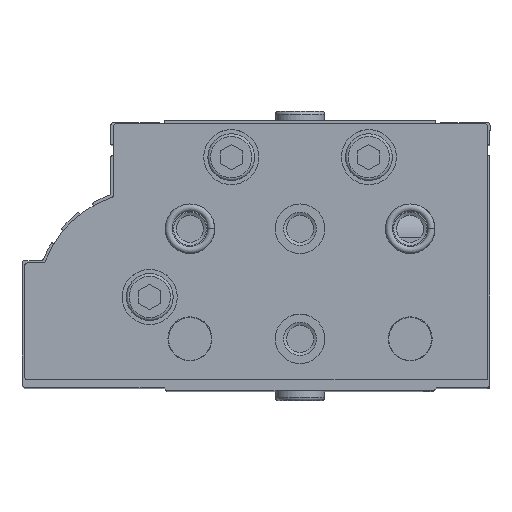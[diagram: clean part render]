
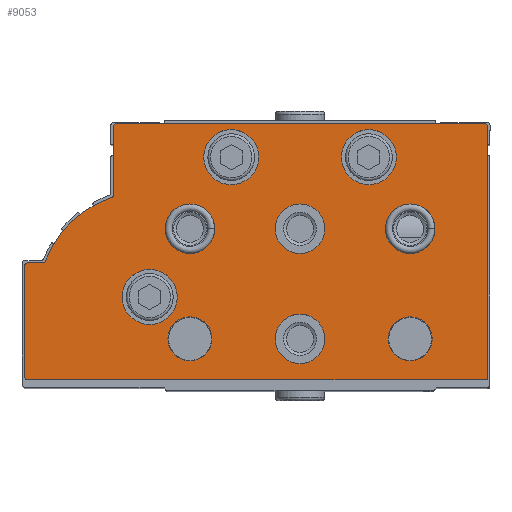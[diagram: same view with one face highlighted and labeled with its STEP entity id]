
A CAD part, top view. The second image highlights one B-rep face of the part: STEP entity #9053.
In plain terms, the highlighted face is planar.
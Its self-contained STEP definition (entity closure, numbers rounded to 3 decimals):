
#933=LINE('',#15404,#1666);
#935=LINE('',#15408,#1668);
#938=LINE('',#15416,#1671);
#941=LINE('',#15424,#1674);
#946=LINE('',#15440,#1679);
#949=LINE('',#15448,#1682);
#1666=VECTOR('',#12463,1000.);
#1668=VECTOR('',#12467,1000.);
#1671=VECTOR('',#12476,1000.);
#1674=VECTOR('',#12485,1000.);
#1679=VECTOR('',#12504,1000.);
#1682=VECTOR('',#12513,1000.);
#3597=ORIENTED_EDGE('',*,*,#5239,.T.);
#3598=ORIENTED_EDGE('',*,*,#5240,.T.);
#3599=ORIENTED_EDGE('',*,*,#5241,.T.);
#3600=ORIENTED_EDGE('',*,*,#5242,.T.);
#3601=ORIENTED_EDGE('',*,*,#5243,.T.);
#3602=ORIENTED_EDGE('',*,*,#5244,.T.);
#3603=ORIENTED_EDGE('',*,*,#5245,.T.);
#3604=ORIENTED_EDGE('',*,*,#5246,.T.);
#3605=ORIENTED_EDGE('',*,*,#5247,.T.);
#3606=ORIENTED_EDGE('',*,*,#5212,.F.);
#3607=ORIENTED_EDGE('',*,*,#5237,.F.);
#3608=ORIENTED_EDGE('',*,*,#5235,.F.);
#3609=ORIENTED_EDGE('',*,*,#5233,.F.);
#3610=ORIENTED_EDGE('',*,*,#5231,.T.);
#3611=ORIENTED_EDGE('',*,*,#5229,.F.);
#3612=ORIENTED_EDGE('',*,*,#5227,.T.);
#3613=ORIENTED_EDGE('',*,*,#5225,.F.);
#3614=ORIENTED_EDGE('',*,*,#5223,.F.);
#3615=ORIENTED_EDGE('',*,*,#5221,.F.);
#3616=ORIENTED_EDGE('',*,*,#5219,.F.);
#3617=ORIENTED_EDGE('',*,*,#5217,.F.);
#3618=ORIENTED_EDGE('',*,*,#5215,.F.);
#5212=EDGE_CURVE('',#6212,#6213,#6732,.T.);
#5215=EDGE_CURVE('',#6213,#6214,#933,.T.);
#5217=EDGE_CURVE('',#6214,#6215,#935,.T.);
#5219=EDGE_CURVE('',#6215,#6216,#6733,.T.);
#5221=EDGE_CURVE('',#6216,#6217,#938,.T.);
#5223=EDGE_CURVE('',#6217,#6218,#6734,.T.);
#5225=EDGE_CURVE('',#6218,#6219,#941,.T.);
#5227=EDGE_CURVE('',#6220,#6219,#6735,.T.);
#5229=EDGE_CURVE('',#6220,#6221,#6736,.T.);
#5231=EDGE_CURVE('',#6222,#6221,#6737,.T.);
#5233=EDGE_CURVE('',#6222,#6223,#946,.T.);
#5235=EDGE_CURVE('',#6223,#6224,#6738,.T.);
#5237=EDGE_CURVE('',#6224,#6212,#949,.T.);
#5239=EDGE_CURVE('',#6225,#6225,#6739,.T.);
#5240=EDGE_CURVE('',#6226,#6226,#6740,.T.);
#5241=EDGE_CURVE('',#6227,#6227,#6741,.T.);
#5242=EDGE_CURVE('',#6228,#6228,#6742,.T.);
#5243=EDGE_CURVE('',#6229,#6229,#6743,.T.);
#5244=EDGE_CURVE('',#6230,#6230,#6744,.T.);
#5245=EDGE_CURVE('',#6231,#6231,#6745,.T.);
#5246=EDGE_CURVE('',#6232,#6232,#6746,.T.);
#5247=EDGE_CURVE('',#6233,#6233,#6747,.T.);
#6212=VERTEX_POINT('',#15399);
#6213=VERTEX_POINT('',#15400);
#6214=VERTEX_POINT('',#15405);
#6215=VERTEX_POINT('',#15409);
#6216=VERTEX_POINT('',#15413);
#6217=VERTEX_POINT('',#15417);
#6218=VERTEX_POINT('',#15421);
#6219=VERTEX_POINT('',#15425);
#6220=VERTEX_POINT('',#15429);
#6221=VERTEX_POINT('',#15433);
#6222=VERTEX_POINT('',#15437);
#6223=VERTEX_POINT('',#15441);
#6224=VERTEX_POINT('',#15445);
#6225=VERTEX_POINT('',#15452);
#6226=VERTEX_POINT('',#15454);
#6227=VERTEX_POINT('',#15456);
#6228=VERTEX_POINT('',#15458);
#6229=VERTEX_POINT('',#15460);
#6230=VERTEX_POINT('',#15462);
#6231=VERTEX_POINT('',#15464);
#6232=VERTEX_POINT('',#15466);
#6233=VERTEX_POINT('',#15468);
#6732=CIRCLE('',#10204,0.5);
#6733=CIRCLE('',#10208,0.5);
#6734=CIRCLE('',#10211,0.5);
#6735=CIRCLE('',#10214,0.5);
#6736=CIRCLE('',#10216,19.5);
#6737=CIRCLE('',#10218,0.5);
#6738=CIRCLE('',#10221,0.5);
#6739=CIRCLE('',#10224,5.);
#6740=CIRCLE('',#10225,5.);
#6741=CIRCLE('',#10226,5.);
#6742=CIRCLE('',#10227,4.5);
#6743=CIRCLE('',#10228,4.5);
#6744=CIRCLE('',#10229,4.5);
#6745=CIRCLE('',#10230,4.5);
#6746=CIRCLE('',#10231,4.);
#6747=CIRCLE('',#10232,4.);
#7345=EDGE_LOOP('',(#3597));
#7346=EDGE_LOOP('',(#3598));
#7347=EDGE_LOOP('',(#3599));
#7348=EDGE_LOOP('',(#3600));
#7349=EDGE_LOOP('',(#3601));
#7350=EDGE_LOOP('',(#3602));
#7351=EDGE_LOOP('',(#3603));
#7352=EDGE_LOOP('',(#3604));
#7353=EDGE_LOOP('',(#3605));
#7354=EDGE_LOOP('',(#3606,#3607,#3608,#3609,#3610,#3611,#3612,#3613,#3614,
#3615,#3616,#3617,#3618));
#8119=FACE_BOUND('',#7345,.T.);
#8120=FACE_BOUND('',#7346,.T.);
#8121=FACE_BOUND('',#7347,.T.);
#8122=FACE_BOUND('',#7348,.T.);
#8123=FACE_BOUND('',#7349,.T.);
#8124=FACE_BOUND('',#7350,.T.);
#8125=FACE_BOUND('',#7351,.T.);
#8126=FACE_BOUND('',#7352,.T.);
#8127=FACE_BOUND('',#7353,.T.);
#8128=FACE_BOUND('',#7354,.T.);
#8600=PLANE('',#10223);
#9053=ADVANCED_FACE('',(#8119,#8120,#8121,#8122,#8123,#8124,#8125,#8126,
#8127,#8128),#8600,.F.);
#10204=AXIS2_PLACEMENT_3D('',#15398,#12457,#12458);
#10208=AXIS2_PLACEMENT_3D('',#15412,#12471,#12472);
#10211=AXIS2_PLACEMENT_3D('',#15420,#12480,#12481);
#10214=AXIS2_PLACEMENT_3D('',#15428,#12489,#12490);
#10216=AXIS2_PLACEMENT_3D('',#15432,#12494,#12495);
#10218=AXIS2_PLACEMENT_3D('',#15436,#12499,#12500);
#10221=AXIS2_PLACEMENT_3D('',#15444,#12508,#12509);
#10223=AXIS2_PLACEMENT_3D('',#15450,#12515,#12516);
#10224=AXIS2_PLACEMENT_3D('',#15451,#12517,#12518);
#10225=AXIS2_PLACEMENT_3D('',#15453,#12519,#12520);
#10226=AXIS2_PLACEMENT_3D('',#15455,#12521,#12522);
#10227=AXIS2_PLACEMENT_3D('',#15457,#12523,#12524);
#10228=AXIS2_PLACEMENT_3D('',#15459,#12525,#12526);
#10229=AXIS2_PLACEMENT_3D('',#15461,#12527,#12528);
#10230=AXIS2_PLACEMENT_3D('',#15463,#12529,#12530);
#10231=AXIS2_PLACEMENT_3D('',#15465,#12531,#12532);
#10232=AXIS2_PLACEMENT_3D('',#15467,#12533,#12534);
#12457=DIRECTION('',(0.,0.,1.));
#12458=DIRECTION('',(1.,0.,0.));
#12463=DIRECTION('',(0.,-1.,0.));
#12467=DIRECTION('',(1.,0.,0.));
#12471=DIRECTION('',(0.,0.,1.));
#12472=DIRECTION('',(1.,0.,0.));
#12476=DIRECTION('',(0.,1.,0.));
#12480=DIRECTION('',(0.,0.,1.));
#12481=DIRECTION('',(1.,0.,0.));
#12485=DIRECTION('',(-1.,0.,0.));
#12489=DIRECTION('',(0.,0.,1.));
#12490=DIRECTION('',(1.,0.,0.));
#12494=DIRECTION('',(0.,0.,1.));
#12495=DIRECTION('',(1.,0.,0.));
#12499=DIRECTION('',(0.,0.,1.));
#12500=DIRECTION('',(1.,0.,0.));
#12504=DIRECTION('',(0.,1.,0.));
#12508=DIRECTION('',(0.,0.,1.));
#12509=DIRECTION('',(1.,0.,0.));
#12513=DIRECTION('',(-1.,0.,0.));
#12515=DIRECTION('',(0.,0.,1.));
#12516=DIRECTION('',(1.,0.,0.));
#12517=DIRECTION('',(0.,0.,1.));
#12518=DIRECTION('',(1.,0.,0.));
#12519=DIRECTION('',(0.,0.,1.));
#12520=DIRECTION('',(1.,0.,0.));
#12521=DIRECTION('',(0.,0.,1.));
#12522=DIRECTION('',(1.,0.,0.));
#12523=DIRECTION('',(0.,0.,1.));
#12524=DIRECTION('',(1.,0.,0.));
#12525=DIRECTION('',(0.,0.,1.));
#12526=DIRECTION('',(1.,0.,0.));
#12527=DIRECTION('',(0.,0.,1.));
#12528=DIRECTION('',(1.,0.,0.));
#12529=DIRECTION('',(0.,0.,1.));
#12530=DIRECTION('',(1.,0.,0.));
#12531=DIRECTION('',(0.,0.,1.));
#12532=DIRECTION('',(1.,0.,0.));
#12533=DIRECTION('',(0.,0.,1.));
#12534=DIRECTION('',(1.,0.,0.));
#15398=CARTESIAN_POINT('',(0.5,46.,0.));
#15399=CARTESIAN_POINT('',(0.5,46.5,0.));
#15400=CARTESIAN_POINT('',(0.,46.,0.));
#15404=CARTESIAN_POINT('',(0.,46.,0.));
#15405=CARTESIAN_POINT('',(0.,0.,0.));
#15408=CARTESIAN_POINT('',(0.,0.,0.));
#15409=CARTESIAN_POINT('',(83.5,0.,0.));
#15412=CARTESIAN_POINT('',(83.5,0.5,0.));
#15413=CARTESIAN_POINT('',(84.,0.5,0.));
#15416=CARTESIAN_POINT('',(84.,0.5,0.));
#15417=CARTESIAN_POINT('',(84.,20.7,0.));
#15420=CARTESIAN_POINT('',(83.5,20.7,0.));
#15421=CARTESIAN_POINT('',(83.5,21.2,0.));
#15424=CARTESIAN_POINT('',(83.5,21.2,0.));
#15425=CARTESIAN_POINT('',(80.697,21.2,0.));
#15428=CARTESIAN_POINT('',(80.697,21.7,0.));
#15429=CARTESIAN_POINT('',(80.23,21.523,0.));
#15432=CARTESIAN_POINT('',(62.,14.6,0.));
#15433=CARTESIAN_POINT('',(68.191,33.091,0.));
#15436=CARTESIAN_POINT('',(68.35,33.565,0.));
#15437=CARTESIAN_POINT('',(67.85,33.565,0.));
#15440=CARTESIAN_POINT('',(67.85,33.565,0.));
#15441=CARTESIAN_POINT('',(67.85,46.,0.));
#15444=CARTESIAN_POINT('',(67.35,46.,0.));
#15445=CARTESIAN_POINT('',(67.35,46.5,0.));
#15448=CARTESIAN_POINT('',(67.35,46.5,0.));
#15450=CARTESIAN_POINT('',(0.5,46.,0.));
#15451=CARTESIAN_POINT('',(61.3,15.,0.));
#15452=CARTESIAN_POINT('',(66.3,15.,0.));
#15453=CARTESIAN_POINT('',(46.5,40.4,0.));
#15454=CARTESIAN_POINT('',(51.5,40.4,0.));
#15455=CARTESIAN_POINT('',(21.5,40.4,0.));
#15456=CARTESIAN_POINT('',(26.5,40.4,0.));
#15457=CARTESIAN_POINT('',(54.,27.4,0.));
#15458=CARTESIAN_POINT('',(58.5,27.4,0.));
#15459=CARTESIAN_POINT('',(34.,27.4,0.));
#15460=CARTESIAN_POINT('',(38.5,27.4,0.));
#15461=CARTESIAN_POINT('',(14.,27.4,0.));
#15462=CARTESIAN_POINT('',(18.5,27.4,0.));
#15463=CARTESIAN_POINT('',(34.,7.4,0.));
#15464=CARTESIAN_POINT('',(38.5,7.4,0.));
#15465=CARTESIAN_POINT('',(54.,7.4,0.));
#15466=CARTESIAN_POINT('',(58.,7.4,0.));
#15467=CARTESIAN_POINT('',(14.,7.4,0.));
#15468=CARTESIAN_POINT('',(18.,7.4,0.));
